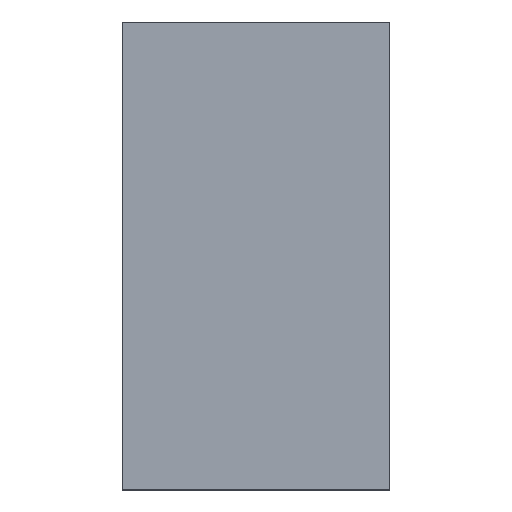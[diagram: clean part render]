
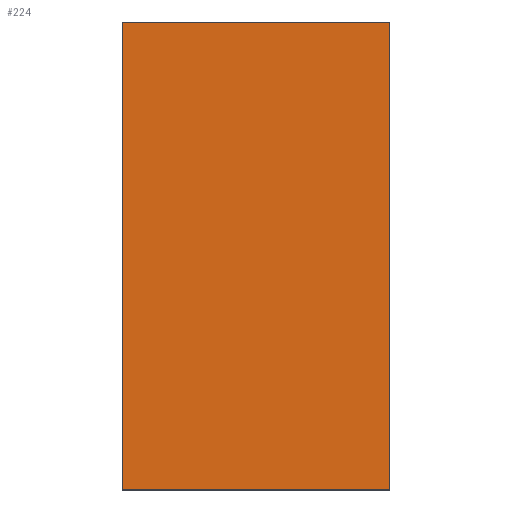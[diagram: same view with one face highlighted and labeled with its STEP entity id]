
A CAD part, top view. The second image highlights one B-rep face of the part: STEP entity #224.
In plain terms, the highlighted planar face has unit normal (0, 0, 1).
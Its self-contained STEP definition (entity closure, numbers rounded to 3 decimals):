
#8 = CARTESIAN_POINT ( 'NONE',  ( -24., 42., 1.5 ) ) ;
#16 = VERTEX_POINT ( 'NONE', #8 ) ;
#18 = ORIENTED_EDGE ( 'NONE', *, *, #48, .T. ) ;
#19 = VECTOR ( 'NONE', #197, 1000. ) ;
#38 = EDGE_CURVE ( 'NONE', #74, #16, #108, .T. ) ;
#39 = VECTOR ( 'NONE', #134, 1000. ) ;
#46 = ORIENTED_EDGE ( 'NONE', *, *, #101, .T. ) ;
#48 = EDGE_CURVE ( 'NONE', #16, #72, #160, .T. ) ;
#72 = VERTEX_POINT ( 'NONE', #186 ) ;
#74 = VERTEX_POINT ( 'NONE', #82 ) ;
#82 = CARTESIAN_POINT ( 'NONE',  ( 24., 42., 1.5 ) ) ;
#85 = CARTESIAN_POINT ( 'NONE',  ( -24., -42., 1.5 ) ) ;
#101 = EDGE_CURVE ( 'NONE', #157, #74, #135, .T. ) ;
#108 = LINE ( 'NONE', #170, #196 ) ;
#112 = ORIENTED_EDGE ( 'NONE', *, *, #229, .T. ) ;
#114 = FACE_OUTER_BOUND ( 'NONE', #154, .T. ) ;
#123 = CARTESIAN_POINT ( 'NONE',  ( 24., -42., 1.5 ) ) ;
#126 = ORIENTED_EDGE ( 'NONE', *, *, #38, .T. ) ;
#134 = DIRECTION ( 'NONE',  ( 0., 1., 0. ) ) ;
#135 = LINE ( 'NONE', #123, #39 ) ;
#140 = CARTESIAN_POINT ( 'NONE',  ( 0., 0., 1.5 ) ) ;
#145 = VECTOR ( 'NONE', #171, 1000. ) ;
#154 = EDGE_LOOP ( 'NONE', ( #46, #126, #18, #112 ) ) ;
#156 = LINE ( 'NONE', #195, #19 ) ;
#157 = VERTEX_POINT ( 'NONE', #158 ) ;
#158 = CARTESIAN_POINT ( 'NONE',  ( 24., -42., 1.5 ) ) ;
#160 = LINE ( 'NONE', #85, #145 ) ;
#170 = CARTESIAN_POINT ( 'NONE',  ( -24., 42., 1.5 ) ) ;
#171 = DIRECTION ( 'NONE',  ( 0., -1., 0. ) ) ;
#173 = DIRECTION ( 'NONE',  ( -1., 0., 0. ) ) ;
#174 = PLANE ( 'NONE',  #227 ) ;
#186 = CARTESIAN_POINT ( 'NONE',  ( -24., -42., 1.5 ) ) ;
#188 = DIRECTION ( 'NONE',  ( -1., 0., 0. ) ) ;
#195 = CARTESIAN_POINT ( 'NONE',  ( -24., -42., 1.5 ) ) ;
#196 = VECTOR ( 'NONE', #188, 1000. ) ;
#197 = DIRECTION ( 'NONE',  ( 1., 0., 0. ) ) ;
#215 = DIRECTION ( 'NONE',  ( 0., 0., -1. ) ) ;
#224 = ADVANCED_FACE ( 'NONE', ( #114 ), #174, .F. ) ;
#227 = AXIS2_PLACEMENT_3D ( 'NONE', #140, #215, #173 ) ;
#229 = EDGE_CURVE ( 'NONE', #72, #157, #156, .T. ) ;
